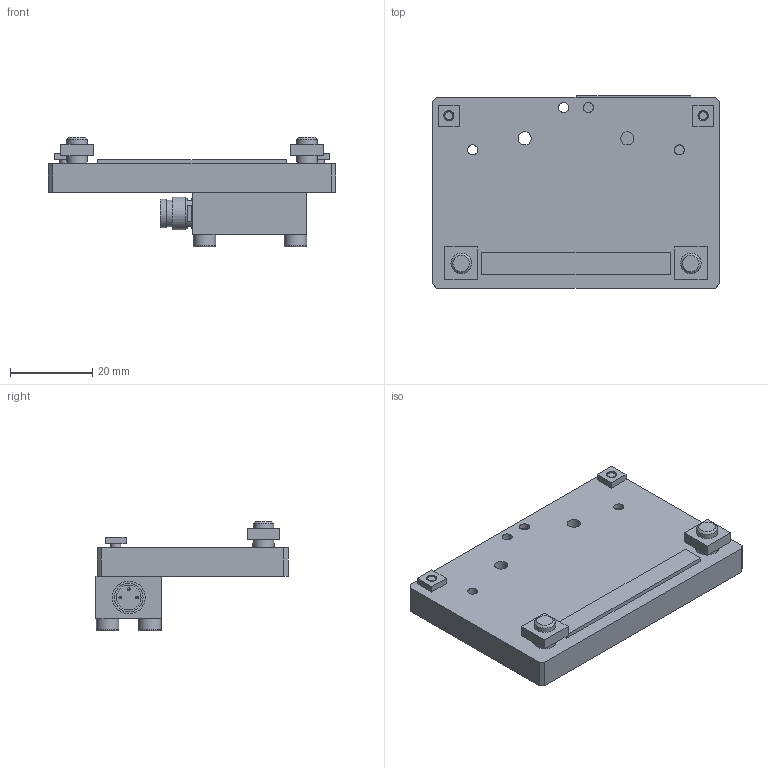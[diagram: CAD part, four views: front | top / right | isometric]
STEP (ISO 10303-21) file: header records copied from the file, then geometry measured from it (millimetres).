
FILE_DESCRIPTION(/* description */ (''),/* implementation_level */ '2;1');
FILE_NAME(/* name */ 'CAD_49038.stp',/* time_stamp */ '2016-04-16T12:18:39+02:00',/* author */ ('Hypex'),/* organization */ ('Hypex'),/* preprocessor_version */ 'ST-DEVELOPER v16.1',/* originating_system */ 'Autodesk Inventor 2016',/* authorisation */ '');
FILE_SCHEMA (('AUTOMOTIVE_DESIGN { 1 0 10303 214 3 1 1 }'));
Length unit declared in the file: millimetre
Products named in the file (1): CAD_49038
Bounding box: 70 x 46.85 x 26.8 mm (x, y, z)
Volume: 27789.3 mm3; surface area: 11771.1 mm2
Topology: 1 solids, 2 shells, 194 faces, 442 edges, 293 vertices
Faces by surface type: plane 126, cylinder 40, cone 14, torus 11, bspline 3
Full cylindrical faces by diameter (mm): 0.7 x3, 2.459 x4, 2.5 x2, 2.9 x2, 3 x1, 3.242 x2, 4.5 x2, 5 x4, 5.5 x6, 6 x1, 6.5 x1, 7 x2, 7.5 x1, 8 x1, 8.5 x2, 10 x2
Entity records: 5214 total; most frequent: CARTESIAN_POINT 992, DIRECTION 814, ORIENTED_EDGE 708, EDGE_CURVE 354, AXIS2_PLACEMENT_3D 311, EDGE_LOOP 305, VERTEX_POINT 267, STYLED_ITEM 195
